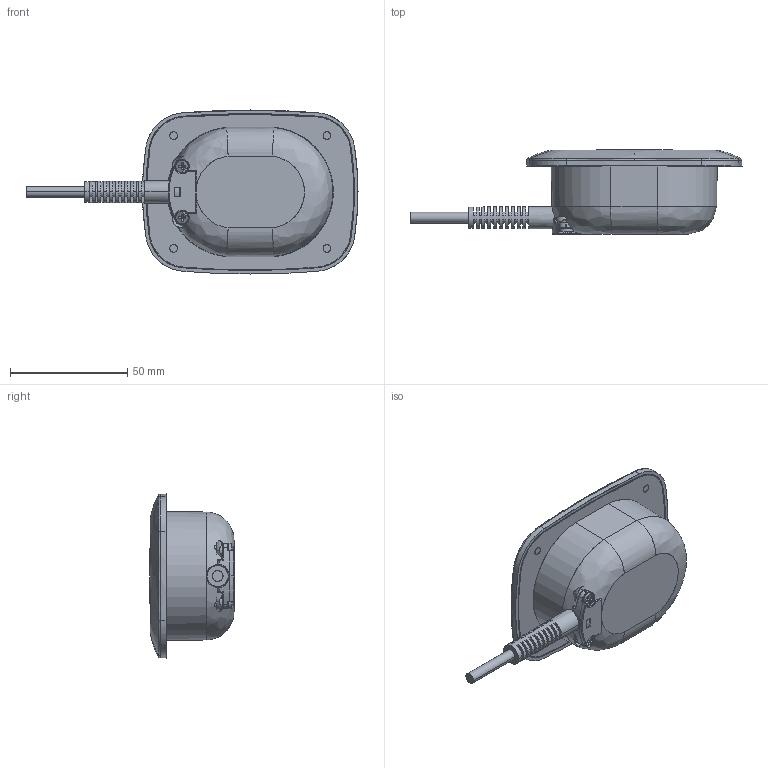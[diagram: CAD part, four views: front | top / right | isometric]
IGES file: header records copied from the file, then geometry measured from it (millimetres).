
Start section: SolidWorks IGES file using analytic representation for surfaces
Global section: file name: Seating.IGS; native system: SolidWorks 2008; preprocessor: SolidWorks 2008; author: CKuhn; date: 101103.070429; units: millimetre
Bounding box: 141.7 x 36 x 70 mm (x, y, z)
Surface area: 24011.8 mm2 (no closed solid volume)
Topology: 0 solids, 0 shells, 499 faces, 6147 edges, 6134 vertices
Faces by surface type: bspline 353, revolution 146
